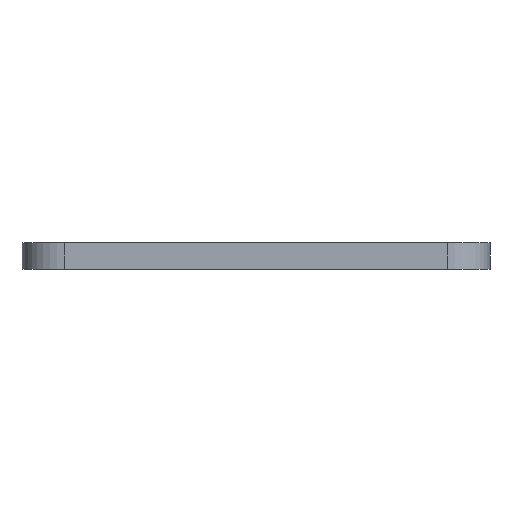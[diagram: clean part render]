
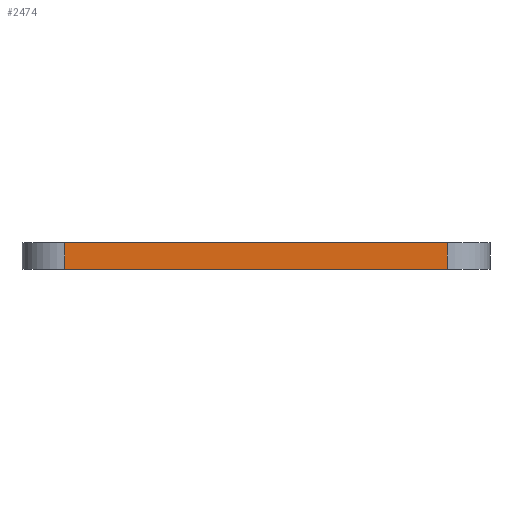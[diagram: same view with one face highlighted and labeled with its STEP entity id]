
A CAD part, left-side view. The second image highlights one B-rep face of the part: STEP entity #2474.
In plain terms, the highlighted planar face has unit normal (-1, 0, 0).
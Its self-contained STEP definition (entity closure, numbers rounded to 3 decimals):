
#83 = PLANE('',#84);
#84 = AXIS2_PLACEMENT_3D('',#85,#86,#87);
#85 = CARTESIAN_POINT('',(148.501,-105.223,1.6));
#86 = DIRECTION('',(-0.,-0.,-1.));
#87 = DIRECTION('',(-1.,0.,0.));
#137 = PLANE('',#138);
#138 = AXIS2_PLACEMENT_3D('',#139,#140,#141);
#139 = CARTESIAN_POINT('',(148.501,-105.223,0.));
#140 = DIRECTION('',(-0.,-0.,-1.));
#141 = DIRECTION('',(-1.,0.,0.));
#434 = VERTEX_POINT('',#435);
#435 = CARTESIAN_POINT('',(132.626,-116.37,0.));
#454 = CYLINDRICAL_SURFACE('',#455,2.54);
#455 = AXIS2_PLACEMENT_3D('',#456,#457,#458);
#456 = CARTESIAN_POINT('',(135.166,-116.37,0.));
#457 = DIRECTION('',(-0.,-0.,-1.));
#458 = DIRECTION('',(1.,0.,-0.));
#466 = EDGE_CURVE('',#434,#467,#469,.T.);
#467 = VERTEX_POINT('',#468);
#468 = CARTESIAN_POINT('',(132.626,-93.637,0.));
#469 = SURFACE_CURVE('',#470,(#474,#481),.PCURVE_S1.);
#470 = LINE('',#471,#472);
#471 = CARTESIAN_POINT('',(132.626,-116.37,0.));
#472 = VECTOR('',#473,1.);
#473 = DIRECTION('',(0.,1.,0.));
#474 = PCURVE('',#137,#475);
#475 = DEFINITIONAL_REPRESENTATION('',(#476),#480);
#476 = LINE('',#477,#478);
#477 = CARTESIAN_POINT('',(15.875,-11.147));
#478 = VECTOR('',#479,1.);
#479 = DIRECTION('',(0.,1.));
#480 = ( GEOMETRIC_REPRESENTATION_CONTEXT(2) 
PARAMETRIC_REPRESENTATION_CONTEXT() REPRESENTATION_CONTEXT('2D SPACE',''
  ) );
#481 = PCURVE('',#482,#487);
#482 = PLANE('',#483);
#483 = AXIS2_PLACEMENT_3D('',#484,#485,#486);
#484 = CARTESIAN_POINT('',(132.626,-116.37,0.));
#485 = DIRECTION('',(-1.,0.,0.));
#486 = DIRECTION('',(0.,1.,0.));
#487 = DEFINITIONAL_REPRESENTATION('',(#488),#492);
#488 = LINE('',#489,#490);
#489 = CARTESIAN_POINT('',(0.,0.));
#490 = VECTOR('',#491,1.);
#491 = DIRECTION('',(1.,0.));
#492 = ( GEOMETRIC_REPRESENTATION_CONTEXT(2) 
PARAMETRIC_REPRESENTATION_CONTEXT() REPRESENTATION_CONTEXT('2D SPACE',''
  ) );
#515 = CYLINDRICAL_SURFACE('',#516,2.54);
#516 = AXIS2_PLACEMENT_3D('',#517,#518,#519);
#517 = CARTESIAN_POINT('',(135.166,-93.637,0.));
#518 = DIRECTION('',(-0.,-0.,-1.));
#519 = DIRECTION('',(1.,0.,-0.));
#1495 = VERTEX_POINT('',#1496);
#1496 = CARTESIAN_POINT('',(132.626,-116.37,1.6));
#1522 = EDGE_CURVE('',#1495,#1523,#1525,.T.);
#1523 = VERTEX_POINT('',#1524);
#1524 = CARTESIAN_POINT('',(132.626,-93.637,1.6));
#1525 = SURFACE_CURVE('',#1526,(#1530,#1537),.PCURVE_S1.);
#1526 = LINE('',#1527,#1528);
#1527 = CARTESIAN_POINT('',(132.626,-116.37,1.6));
#1528 = VECTOR('',#1529,1.);
#1529 = DIRECTION('',(0.,1.,0.));
#1530 = PCURVE('',#83,#1531);
#1531 = DEFINITIONAL_REPRESENTATION('',(#1532),#1536);
#1532 = LINE('',#1533,#1534);
#1533 = CARTESIAN_POINT('',(15.875,-11.147));
#1534 = VECTOR('',#1535,1.);
#1535 = DIRECTION('',(0.,1.));
#1536 = ( GEOMETRIC_REPRESENTATION_CONTEXT(2) 
PARAMETRIC_REPRESENTATION_CONTEXT() REPRESENTATION_CONTEXT('2D SPACE',''
  ) );
#1537 = PCURVE('',#482,#1538);
#1538 = DEFINITIONAL_REPRESENTATION('',(#1539),#1543);
#1539 = LINE('',#1540,#1541);
#1540 = CARTESIAN_POINT('',(0.,-1.6));
#1541 = VECTOR('',#1542,1.);
#1542 = DIRECTION('',(1.,0.));
#1543 = ( GEOMETRIC_REPRESENTATION_CONTEXT(2) 
PARAMETRIC_REPRESENTATION_CONTEXT() REPRESENTATION_CONTEXT('2D SPACE',''
  ) );
#2426 = EDGE_CURVE('',#467,#1523,#2427,.T.);
#2427 = SURFACE_CURVE('',#2428,(#2432,#2439),.PCURVE_S1.);
#2428 = LINE('',#2429,#2430);
#2429 = CARTESIAN_POINT('',(132.626,-93.637,0.));
#2430 = VECTOR('',#2431,1.);
#2431 = DIRECTION('',(0.,0.,1.));
#2432 = PCURVE('',#515,#2433);
#2433 = DEFINITIONAL_REPRESENTATION('',(#2434),#2438);
#2434 = LINE('',#2435,#2436);
#2435 = CARTESIAN_POINT('',(-3.142,0.));
#2436 = VECTOR('',#2437,1.);
#2437 = DIRECTION('',(-0.,-1.));
#2438 = ( GEOMETRIC_REPRESENTATION_CONTEXT(2) 
PARAMETRIC_REPRESENTATION_CONTEXT() REPRESENTATION_CONTEXT('2D SPACE',''
  ) );
#2439 = PCURVE('',#482,#2440);
#2440 = DEFINITIONAL_REPRESENTATION('',(#2441),#2445);
#2441 = LINE('',#2442,#2443);
#2442 = CARTESIAN_POINT('',(22.733,0.));
#2443 = VECTOR('',#2444,1.);
#2444 = DIRECTION('',(0.,-1.));
#2445 = ( GEOMETRIC_REPRESENTATION_CONTEXT(2) 
PARAMETRIC_REPRESENTATION_CONTEXT() REPRESENTATION_CONTEXT('2D SPACE',''
  ) );
#2474 = ADVANCED_FACE('',(#2475),#482,.T.);
#2475 = FACE_BOUND('',#2476,.T.);
#2476 = EDGE_LOOP('',(#2477,#2498,#2499,#2500));
#2477 = ORIENTED_EDGE('',*,*,#2478,.T.);
#2478 = EDGE_CURVE('',#434,#1495,#2479,.T.);
#2479 = SURFACE_CURVE('',#2480,(#2484,#2491),.PCURVE_S1.);
#2480 = LINE('',#2481,#2482);
#2481 = CARTESIAN_POINT('',(132.626,-116.37,0.));
#2482 = VECTOR('',#2483,1.);
#2483 = DIRECTION('',(0.,0.,1.));
#2484 = PCURVE('',#482,#2485);
#2485 = DEFINITIONAL_REPRESENTATION('',(#2486),#2490);
#2486 = LINE('',#2487,#2488);
#2487 = CARTESIAN_POINT('',(0.,0.));
#2488 = VECTOR('',#2489,1.);
#2489 = DIRECTION('',(0.,-1.));
#2490 = ( GEOMETRIC_REPRESENTATION_CONTEXT(2) 
PARAMETRIC_REPRESENTATION_CONTEXT() REPRESENTATION_CONTEXT('2D SPACE',''
  ) );
#2491 = PCURVE('',#454,#2492);
#2492 = DEFINITIONAL_REPRESENTATION('',(#2493),#2497);
#2493 = LINE('',#2494,#2495);
#2494 = CARTESIAN_POINT('',(-3.142,0.));
#2495 = VECTOR('',#2496,1.);
#2496 = DIRECTION('',(-0.,-1.));
#2497 = ( GEOMETRIC_REPRESENTATION_CONTEXT(2) 
PARAMETRIC_REPRESENTATION_CONTEXT() REPRESENTATION_CONTEXT('2D SPACE',''
  ) );
#2498 = ORIENTED_EDGE('',*,*,#1522,.T.);
#2499 = ORIENTED_EDGE('',*,*,#2426,.F.);
#2500 = ORIENTED_EDGE('',*,*,#466,.F.);
